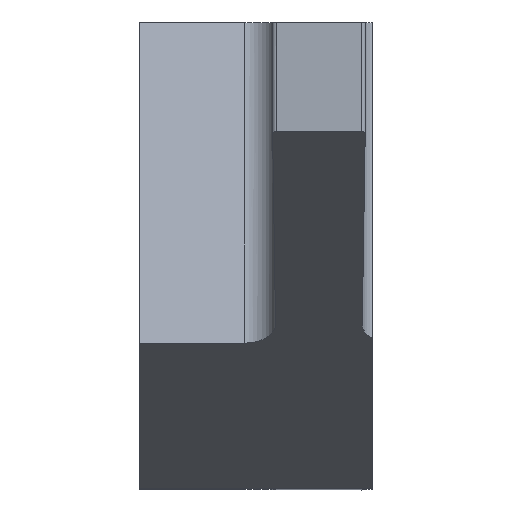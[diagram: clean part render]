
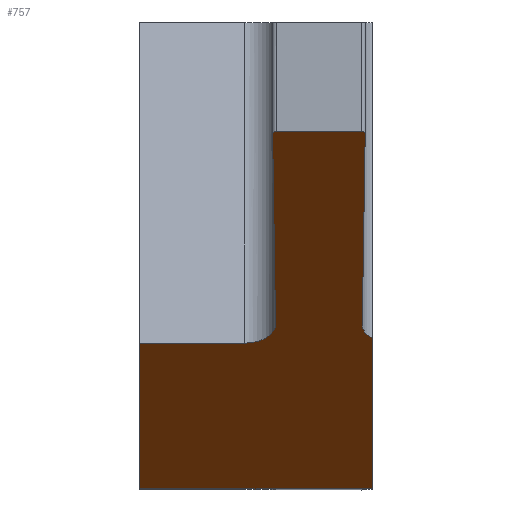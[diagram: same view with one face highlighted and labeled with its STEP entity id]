
A CAD part, top view. The second image highlights one B-rep face of the part: STEP entity #757.
In plain terms, the highlighted planar face has unit normal (0, -0.819, 0.574).
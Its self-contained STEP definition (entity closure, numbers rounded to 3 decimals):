
#8 = VERTEX_POINT ( 'NONE', #586 ) ;
#17 = CARTESIAN_POINT ( 'NONE',  ( 3., -3., 0.946 ) ) ;
#21 = CARTESIAN_POINT ( 'NONE',  ( 2.881, 1.589, 7.5 ) ) ;
#25 = CARTESIAN_POINT ( 'NONE',  ( 2.906, 1.568, 7.469 ) ) ;
#31 = CARTESIAN_POINT ( 'NONE',  ( 0., 1.824, 7.835 ) ) ;
#35 = FACE_OUTER_BOUND ( 'NONE', #96, .T. ) ;
#53 = DIRECTION ( 'NONE',  ( 0.009, 0.574, 0.819 ) ) ;
#57 = VERTEX_POINT ( 'NONE', #122 ) ;
#73 = CARTESIAN_POINT ( 'NONE',  ( 0., -1.135, 3.609 ) ) ;
#96 = EDGE_LOOP ( 'NONE', ( #208, #170, #165, #590, #305, #489, #294, #332, #526, #459, #576 ) ) ;
#108 = CARTESIAN_POINT ( 'NONE',  ( 2.906, 1.568, 7.469 ) ) ;
#118 =( BOUNDED_CURVE ( )  B_SPLINE_CURVE ( 3, ( #661, #119, #348, #780 ),
 .UNSPECIFIED., .F., .T. ) 
 B_SPLINE_CURVE_WITH_KNOTS ( ( 4, 4 ),
 ( 0.736, 1.58 ),
 .UNSPECIFIED. ) 
 CURVE ( )  GEOMETRIC_REPRESENTATION_ITEM ( )  RATIONAL_B_SPLINE_CURVE ( ( 1., 0.942, 0.942, 1. ) ) 
 REPRESENTATION_ITEM ( '' )  );
#119 = CARTESIAN_POINT ( 'NONE',  ( 2.914, -1.023, 3.77 ) ) ;
#122 = CARTESIAN_POINT ( 'NONE',  ( 2.869, -0.889, 3.96 ) ) ;
#142 = EDGE_CURVE ( 'NONE', #8, #474, #262, .T. ) ;
#144 = CARTESIAN_POINT ( 'NONE',  ( 3., 1.589, 7.5 ) ) ;
#151 = PLANE ( 'NONE',  #759 ) ;
#165 = ORIENTED_EDGE ( 'NONE', *, *, #541, .T. ) ;
#170 = ORIENTED_EDGE ( 'NONE', *, *, #476, .T. ) ;
#177 =( BOUNDED_CURVE ( )  B_SPLINE_CURVE ( 3, ( #355, #461, #564, #447 ),
 .UNSPECIFIED., .F., .F. ) 
 B_SPLINE_CURVE_WITH_KNOTS ( ( 4, 4 ),
 ( 4.703, 6.275 ),
 .UNSPECIFIED. ) 
 CURVE ( )  GEOMETRIC_REPRESENTATION_ITEM ( )  RATIONAL_B_SPLINE_CURVE ( ( 1., 0.805, 0.805, 1. ) ) 
 REPRESENTATION_ITEM ( '' )  );
#180 = LINE ( 'NONE', #403, #450 ) ;
#193 = LINE ( 'NONE', #707, #723 ) ;
#198 =( BOUNDED_CURVE ( )  B_SPLINE_CURVE ( 3, ( #25, #444, #21, #210 ),
 .UNSPECIFIED., .F., .T. ) 
 B_SPLINE_CURVE_WITH_KNOTS ( ( 4, 4 ),
 ( 1.968, 3.142 ),
 .UNSPECIFIED. ) 
 CURVE ( )  GEOMETRIC_REPRESENTATION_ITEM ( )  RATIONAL_B_SPLINE_CURVE ( ( 1., 0.888, 0.888, 1. ) ) 
 REPRESENTATION_ITEM ( '' )  );
#199 = VERTEX_POINT ( 'NONE', #211 ) ;
#200 = EDGE_CURVE ( 'NONE', #636, #549, #758, .T. ) ;
#208 = ORIENTED_EDGE ( 'NONE', *, *, #142, .F. ) ;
#210 = CARTESIAN_POINT ( 'NONE',  ( 2.86, 1.589, 7.5 ) ) ;
#211 = CARTESIAN_POINT ( 'NONE',  ( 1.714, 1.568, 7.469 ) ) ;
#220 = DIRECTION ( 'NONE',  ( 0., 0.574, 0.819 ) ) ;
#221 = CARTESIAN_POINT ( 'NONE',  ( 3., -1.069, 3.703 ) ) ;
#231 = CARTESIAN_POINT ( 'NONE',  ( 1.722, 1.581, 7.488 ) ) ;
#247 = EDGE_CURVE ( 'NONE', #469, #734, #597, .T. ) ;
#262 = LINE ( 'NONE', #144, #371 ) ;
#273 = CARTESIAN_POINT ( 'NONE',  ( 3., 1.824, 7.835 ) ) ;
#287 = VERTEX_POINT ( 'NONE', #221 ) ;
#294 = ORIENTED_EDGE ( 'NONE', *, *, #200, .F. ) ;
#305 = ORIENTED_EDGE ( 'NONE', *, *, #247, .T. ) ;
#332 = ORIENTED_EDGE ( 'NONE', *, *, #678, .F. ) ;
#338 = DIRECTION ( 'NONE',  ( -1., 0., 0. ) ) ;
#341 = LINE ( 'NONE', #31, #784 ) ;
#348 = CARTESIAN_POINT ( 'NONE',  ( 2.867, -0.959, 3.861 ) ) ;
#355 = CARTESIAN_POINT ( 'NONE',  ( 1.751, -0.886, 3.965 ) ) ;
#358 = EDGE_CURVE ( 'NONE', #287, #57, #118, .T. ) ;
#371 = VECTOR ( 'NONE', #455, 1000. ) ;
#382 = DIRECTION ( 'NONE',  ( 0., -0.574, -0.819 ) ) ;
#399 = EDGE_CURVE ( 'NONE', #57, #456, #180, .T. ) ;
#403 = CARTESIAN_POINT ( 'NONE',  ( 2.91, 1.824, 7.835 ) ) ;
#418 = CARTESIAN_POINT ( 'NONE',  ( 2.86, 1.589, 7.5 ) ) ;
#442 =( BOUNDED_CURVE ( )  B_SPLINE_CURVE ( 3, ( #714, #543, #231, #783 ),
 .UNSPECIFIED., .F., .F. ) 
 B_SPLINE_CURVE_WITH_KNOTS ( ( 4, 4 ),
 ( 3.142, 4.315 ),
 .UNSPECIFIED. ) 
 CURVE ( )  GEOMETRIC_REPRESENTATION_ITEM ( )  RATIONAL_B_SPLINE_CURVE ( ( 1., 0.888, 0.888, 1. ) ) 
 REPRESENTATION_ITEM ( '' )  );
#444 = CARTESIAN_POINT ( 'NONE',  ( 2.898, 1.581, 7.488 ) ) ;
#447 = CARTESIAN_POINT ( 'NONE',  ( 1.355, -1.128, 3.619 ) ) ;
#450 = VECTOR ( 'NONE', #53, 1000. ) ;
#453 = DIRECTION ( 'NONE',  ( 0., -0.574, -0.819 ) ) ;
#455 = DIRECTION ( 'NONE',  ( 1., 0., 0. ) ) ;
#456 = VERTEX_POINT ( 'NONE', #108 ) ;
#459 = ORIENTED_EDGE ( 'NONE', *, *, #399, .T. ) ;
#461 = CARTESIAN_POINT ( 'NONE',  ( 1.754, -1.027, 3.764 ) ) ;
#469 = VERTEX_POINT ( 'NONE', #771 ) ;
#474 = VERTEX_POINT ( 'NONE', #418 ) ;
#476 = EDGE_CURVE ( 'NONE', #8, #199, #442, .T. ) ;
#479 = VECTOR ( 'NONE', #382, 1000. ) ;
#489 = ORIENTED_EDGE ( 'NONE', *, *, #500, .T. ) ;
#500 = EDGE_CURVE ( 'NONE', #734, #549, #341, .T. ) ;
#503 = CARTESIAN_POINT ( 'NONE',  ( 1.751, -0.886, 3.965 ) ) ;
#508 = CARTESIAN_POINT ( 'NONE',  ( 3., -3., 0.946 ) ) ;
#526 = ORIENTED_EDGE ( 'NONE', *, *, #358, .T. ) ;
#537 = DIRECTION ( 'NONE',  ( 0.009, -0.574, -0.819 ) ) ;
#541 = EDGE_CURVE ( 'NONE', #199, #646, #193, .T. ) ;
#543 = CARTESIAN_POINT ( 'NONE',  ( 1.739, 1.589, 7.5 ) ) ;
#549 = VERTEX_POINT ( 'NONE', #769 ) ;
#564 = CARTESIAN_POINT ( 'NONE',  ( 1.589, -1.127, 3.621 ) ) ;
#576 = ORIENTED_EDGE ( 'NONE', *, *, #657, .T. ) ;
#582 = EDGE_CURVE ( 'NONE', #646, #469, #177, .T. ) ;
#586 = CARTESIAN_POINT ( 'NONE',  ( 1.76, 1.589, 7.5 ) ) ;
#587 = CARTESIAN_POINT ( 'NONE',  ( 3., 1.824, 7.835 ) ) ;
#590 = ORIENTED_EDGE ( 'NONE', *, *, #582, .T. ) ;
#597 = LINE ( 'NONE', #717, #770 ) ;
#636 = VERTEX_POINT ( 'NONE', #508 ) ;
#646 = VERTEX_POINT ( 'NONE', #503 ) ;
#657 = EDGE_CURVE ( 'NONE', #456, #474, #198, .T. ) ;
#661 = CARTESIAN_POINT ( 'NONE',  ( 3., -1.069, 3.703 ) ) ;
#678 = EDGE_CURVE ( 'NONE', #287, #636, #686, .T. ) ;
#686 = LINE ( 'NONE', #273, #479 ) ;
#707 = CARTESIAN_POINT ( 'NONE',  ( 1.71, 1.817, 7.825 ) ) ;
#714 = CARTESIAN_POINT ( 'NONE',  ( 1.76, 1.589, 7.5 ) ) ;
#717 = CARTESIAN_POINT ( 'NONE',  ( 3.045, -1.12, 3.631 ) ) ;
#720 = DIRECTION ( 'NONE',  ( -1., -0.005, -0.007 ) ) ;
#723 = VECTOR ( 'NONE', #537, 1000. ) ;
#733 = VECTOR ( 'NONE', #338, 1000. ) ;
#734 = VERTEX_POINT ( 'NONE', #73 ) ;
#757 = ADVANCED_FACE ( 'NONE', ( #35 ), #151, .F. ) ;
#758 = LINE ( 'NONE', #17, #733 ) ;
#759 = AXIS2_PLACEMENT_3D ( 'NONE', #587, #765, #220 ) ;
#765 = DIRECTION ( 'NONE',  ( 0., 0.819, -0.574 ) ) ;
#769 = CARTESIAN_POINT ( 'NONE',  ( 0., -3., 0.946 ) ) ;
#770 = VECTOR ( 'NONE', #720, 1000. ) ;
#771 = CARTESIAN_POINT ( 'NONE',  ( 1.355, -1.128, 3.619 ) ) ;
#780 = CARTESIAN_POINT ( 'NONE',  ( 2.869, -0.889, 3.96 ) ) ;
#783 = CARTESIAN_POINT ( 'NONE',  ( 1.714, 1.568, 7.469 ) ) ;
#784 = VECTOR ( 'NONE', #453, 1000. ) ;
